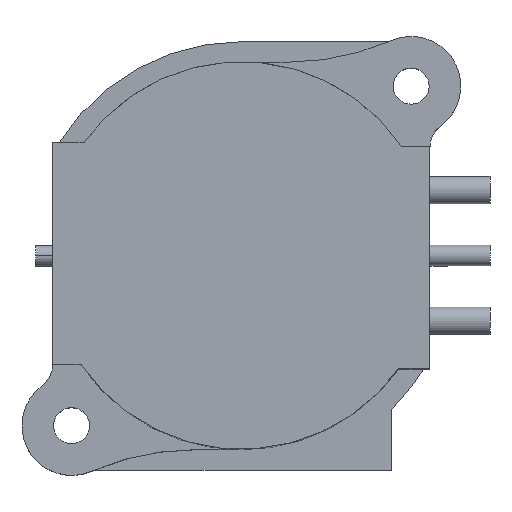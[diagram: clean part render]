
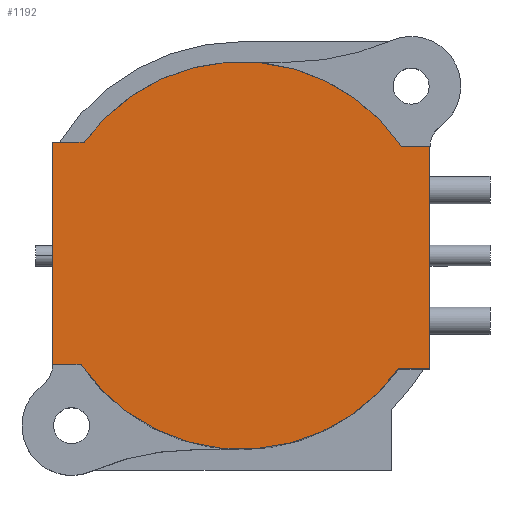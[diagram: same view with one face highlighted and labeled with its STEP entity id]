
A CAD part, top view. The second image highlights one B-rep face of the part: STEP entity #1192.
In plain terms, the highlighted planar face has unit normal (0, 0, 1).
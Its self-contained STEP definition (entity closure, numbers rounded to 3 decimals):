
#182=CARTESIAN_POINT('',(0.,0.,18.8));
#183=DIRECTION('',(0.,0.,1.));
#184=DIRECTION('',(-0.827,-0.562,0.));
#185=AXIS2_PLACEMENT_3D('',#182,#183,#184);
#192=DIRECTION('',(-1.,0.,0.));
#193=VECTOR('',#192,1.653);
#194=CARTESIAN_POINT('',(11.,6.35,18.8));
#195=LINE('',#194,#193);
#196=DIRECTION('',(0.,1.,0.));
#197=VECTOR('',#196,12.95);
#198=CARTESIAN_POINT('',(11.,-6.6,18.8));
#199=LINE('',#198,#197);
#200=DIRECTION('',(1.,0.,0.));
#201=VECTOR('',#200,1.828);
#202=CARTESIAN_POINT('',(9.172,-6.6,18.8));
#203=LINE('',#202,#201);
#204=DIRECTION('',(1.,0.,0.));
#205=VECTOR('',#204,1.653);
#206=CARTESIAN_POINT('',(-11.,-6.35,18.8));
#207=LINE('',#206,#205);
#208=DIRECTION('',(0.,-1.,0.));
#209=VECTOR('',#208,12.95);
#210=CARTESIAN_POINT('',(-11.,6.6,18.8));
#211=LINE('',#210,#209);
#212=DIRECTION('',(-1.,0.,0.));
#213=VECTOR('',#212,1.828);
#214=CARTESIAN_POINT('',(-9.172,6.6,18.8));
#215=LINE('',#214,#213);
#224=CARTESIAN_POINT('',(0.,0.,18.8));
#225=DIRECTION('',(0.,0.,1.));
#226=DIRECTION('',(0.827,0.562,0.));
#227=AXIS2_PLACEMENT_3D('',#224,#225,#226);
#842=CARTESIAN_POINT('',(-9.172,6.6,18.8));
#843=CARTESIAN_POINT('',(-11.,6.6,18.8));
#844=VERTEX_POINT('',#842);
#845=VERTEX_POINT('',#843);
#846=CARTESIAN_POINT('',(9.172,-6.6,18.8));
#847=CARTESIAN_POINT('',(11.,-6.6,18.8));
#848=VERTEX_POINT('',#846);
#849=VERTEX_POINT('',#847);
#922=CARTESIAN_POINT('',(11.,6.35,18.8));
#923=CARTESIAN_POINT('',(9.347,6.35,18.8));
#924=VERTEX_POINT('',#922);
#925=VERTEX_POINT('',#923);
#926=CARTESIAN_POINT('',(-11.,-6.35,18.8));
#927=CARTESIAN_POINT('',(-9.347,-6.35,18.8));
#928=VERTEX_POINT('',#926);
#929=VERTEX_POINT('',#927);
#1171=CARTESIAN_POINT('',(0.,0.,18.8));
#1172=DIRECTION('',(0.,0.,1.));
#1173=DIRECTION('',(1.,0.,0.));
#1174=AXIS2_PLACEMENT_3D('',#1171,#1172,#1173);
#1175=PLANE('',#1174);
#1177=ORIENTED_EDGE('',*,*,#1176,.F.);
#1179=ORIENTED_EDGE('',*,*,#1178,.F.);
#1181=ORIENTED_EDGE('',*,*,#1180,.F.);
#1182=ORIENTED_EDGE('',*,*,#1148,.F.);
#1183=ORIENTED_EDGE('',*,*,#1162,.F.);
#1185=ORIENTED_EDGE('',*,*,#1184,.F.);
#1187=ORIENTED_EDGE('',*,*,#1186,.F.);
#1189=ORIENTED_EDGE('',*,*,#1188,.F.);
#1190=EDGE_LOOP('',(#1177,#1179,#1181,#1182,#1183,#1185,#1187,#1189));
#1191=FACE_OUTER_BOUND('',#1190,.F.);
#1192=ADVANCED_FACE('',(#1191),#1175,.T.);
#186=CIRCLE('',#185,11.3);
#228=CIRCLE('',#227,11.3);
#1148=EDGE_CURVE('',#929,#848,#186,.T.);
#1162=EDGE_CURVE('',#928,#929,#207,.T.);
#1176=EDGE_CURVE('',#924,#925,#195,.T.);
#1178=EDGE_CURVE('',#849,#924,#199,.T.);
#1180=EDGE_CURVE('',#848,#849,#203,.T.);
#1184=EDGE_CURVE('',#845,#928,#211,.T.);
#1186=EDGE_CURVE('',#844,#845,#215,.T.);
#1188=EDGE_CURVE('',#925,#844,#228,.T.);
